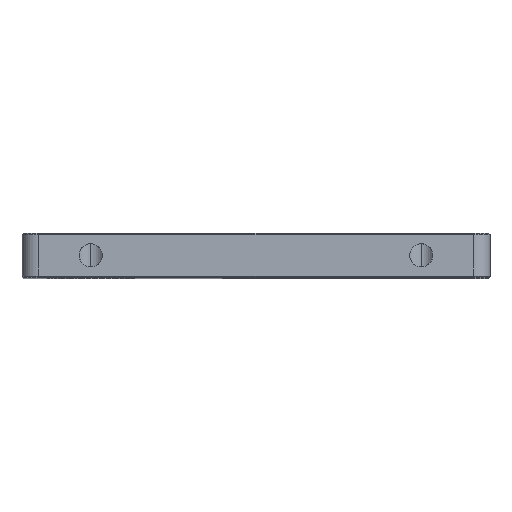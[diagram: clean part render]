
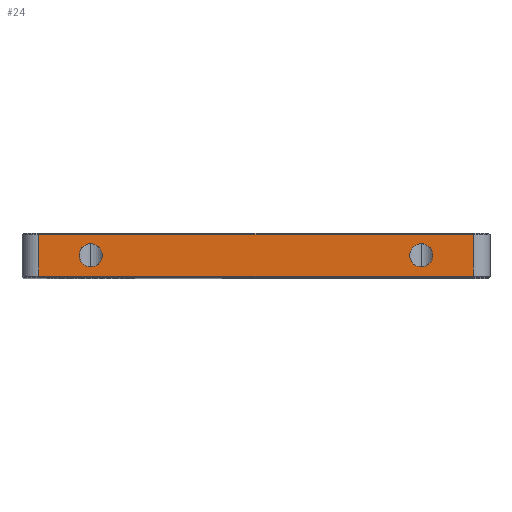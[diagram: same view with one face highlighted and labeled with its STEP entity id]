
A CAD part, top view. The second image highlights one B-rep face of the part: STEP entity #24.
In plain terms, the highlighted planar face has unit normal (0, 0, 1).
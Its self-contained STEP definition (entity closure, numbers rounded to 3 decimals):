
#24 = ADVANCED_FACE ( 'NONE', ( #3090, #727, #3048 ), #1458, .F. ) ;
#75 = LINE ( 'NONE', #483, #1211 ) ;
#145 = AXIS2_PLACEMENT_3D ( 'NONE', #1333, #1071, #335 ) ;
#171 = CARTESIAN_POINT ( 'NONE',  ( 144.566, 0.2, 97.404 ) ) ;
#210 = VERTEX_POINT ( 'NONE', #1785 ) ;
#223 = CARTESIAN_POINT ( 'NONE',  ( 147.566, 8., 97.404 ) ) ;
#245 = CARTESIAN_POINT ( 'NONE',  ( 77.166, 4., 97.404 ) ) ;
#335 = DIRECTION ( 'NONE',  ( 1., 0., 0. ) ) ;
#368 = EDGE_CURVE ( 'NONE', #1015, #210, #2267, .T. ) ;
#432 = EDGE_CURVE ( 'NONE', #210, #710, #2413, .T. ) ;
#461 = VECTOR ( 'NONE', #2576, 1000. ) ;
#477 = AXIS2_PLACEMENT_3D ( 'NONE', #2443, #3189, #1255 ) ;
#483 = CARTESIAN_POINT ( 'NONE',  ( 147.566, 7.8, 97.404 ) ) ;
#493 = DIRECTION ( 'NONE',  ( -1., 0., 0. ) ) ;
#573 = VERTEX_POINT ( 'NONE', #648 ) ;
#598 = DIRECTION ( 'NONE',  ( 0., 0., 1. ) ) ;
#632 = CARTESIAN_POINT ( 'NONE',  ( 65.566, 8., 97.404 ) ) ;
#648 = CARTESIAN_POINT ( 'NONE',  ( 72.966, 4., 97.404 ) ) ;
#649 = CARTESIAN_POINT ( 'NONE',  ( 132.966, 4., 97.404 ) ) ;
#710 = VERTEX_POINT ( 'NONE', #171 ) ;
#727 = FACE_BOUND ( 'NONE', #2397, .T. ) ;
#821 = CIRCLE ( 'NONE', #2876, 2.1 ) ;
#850 = CARTESIAN_POINT ( 'NONE',  ( 144.566, 7.8, 97.404 ) ) ;
#867 = AXIS2_PLACEMENT_3D ( 'NONE', #223, #3177, #1434 ) ;
#1015 = VERTEX_POINT ( 'NONE', #1309 ) ;
#1069 = VERTEX_POINT ( 'NONE', #649 ) ;
#1071 = DIRECTION ( 'NONE',  ( 0., 0., 1. ) ) ;
#1089 = CARTESIAN_POINT ( 'NONE',  ( 144.566, 8., 97.404 ) ) ;
#1172 = CIRCLE ( 'NONE', #1759, 2.1 ) ;
#1192 = ORIENTED_EDGE ( 'NONE', *, *, #1801, .T. ) ;
#1209 = CARTESIAN_POINT ( 'NONE',  ( 135.066, 4., 97.404 ) ) ;
#1211 = VECTOR ( 'NONE', #493, 1000. ) ;
#1255 = DIRECTION ( 'NONE',  ( 1., 0., 0. ) ) ;
#1309 = CARTESIAN_POINT ( 'NONE',  ( 65.566, 7.8, 97.404 ) ) ;
#1322 = VECTOR ( 'NONE', #3070, 1000. ) ;
#1333 = CARTESIAN_POINT ( 'NONE',  ( 75.066, 4., 97.404 ) ) ;
#1434 = DIRECTION ( 'NONE',  ( -1., 0., 0. ) ) ;
#1450 = ORIENTED_EDGE ( 'NONE', *, *, #2262, .F. ) ;
#1458 = PLANE ( 'NONE',  #867 ) ;
#1483 = ORIENTED_EDGE ( 'NONE', *, *, #2645, .F. ) ;
#1595 = CARTESIAN_POINT ( 'NONE',  ( 135.066, 4., 97.404 ) ) ;
#1638 = ORIENTED_EDGE ( 'NONE', *, *, #368, .T. ) ;
#1759 = AXIS2_PLACEMENT_3D ( 'NONE', #1595, #598, #2820 ) ;
#1785 = CARTESIAN_POINT ( 'NONE',  ( 65.566, 0.2, 97.404 ) ) ;
#1801 = EDGE_CURVE ( 'NONE', #2676, #1015, #75, .T. ) ;
#1857 = ORIENTED_EDGE ( 'NONE', *, *, #2602, .T. ) ;
#1864 = EDGE_CURVE ( 'NONE', #573, #1920, #2900, .T. ) ;
#1918 = LINE ( 'NONE', #1089, #2356 ) ;
#1920 = VERTEX_POINT ( 'NONE', #245 ) ;
#1976 = ORIENTED_EDGE ( 'NONE', *, *, #432, .T. ) ;
#2035 = EDGE_LOOP ( 'NONE', ( #2113, #2683 ) ) ;
#2113 = ORIENTED_EDGE ( 'NONE', *, *, #2991, .F. ) ;
#2191 = DIRECTION ( 'NONE',  ( 0., 0., 1. ) ) ;
#2204 = CIRCLE ( 'NONE', #145, 2.1 ) ;
#2253 = CARTESIAN_POINT ( 'NONE',  ( 137.166, 4., 97.404 ) ) ;
#2262 = EDGE_CURVE ( 'NONE', #1069, #2909, #821, .T. ) ;
#2267 = LINE ( 'NONE', #632, #461 ) ;
#2332 = EDGE_LOOP ( 'NONE', ( #1638, #1976, #1857, #1192 ) ) ;
#2338 = CARTESIAN_POINT ( 'NONE',  ( 144.566, 0.2, 97.404 ) ) ;
#2356 = VECTOR ( 'NONE', #2806, 1000. ) ;
#2397 = EDGE_LOOP ( 'NONE', ( #1483, #1450 ) ) ;
#2413 = LINE ( 'NONE', #2338, #1322 ) ;
#2443 = CARTESIAN_POINT ( 'NONE',  ( 75.066, 4., 97.404 ) ) ;
#2576 = DIRECTION ( 'NONE',  ( 0., -1., 0. ) ) ;
#2602 = EDGE_CURVE ( 'NONE', #710, #2676, #1918, .T. ) ;
#2645 = EDGE_CURVE ( 'NONE', #2909, #1069, #1172, .T. ) ;
#2676 = VERTEX_POINT ( 'NONE', #850 ) ;
#2683 = ORIENTED_EDGE ( 'NONE', *, *, #1864, .F. ) ;
#2806 = DIRECTION ( 'NONE',  ( 0., 1., 0. ) ) ;
#2820 = DIRECTION ( 'NONE',  ( 1., 0., 0. ) ) ;
#2876 = AXIS2_PLACEMENT_3D ( 'NONE', #1209, #2191, #3164 ) ;
#2900 = CIRCLE ( 'NONE', #477, 2.1 ) ;
#2909 = VERTEX_POINT ( 'NONE', #2253 ) ;
#2991 = EDGE_CURVE ( 'NONE', #1920, #573, #2204, .T. ) ;
#3048 = FACE_OUTER_BOUND ( 'NONE', #2332, .T. ) ;
#3070 = DIRECTION ( 'NONE',  ( 1., 0., 0. ) ) ;
#3090 = FACE_BOUND ( 'NONE', #2035, .T. ) ;
#3164 = DIRECTION ( 'NONE',  ( 1., 0., 0. ) ) ;
#3177 = DIRECTION ( 'NONE',  ( 0., 0., -1. ) ) ;
#3189 = DIRECTION ( 'NONE',  ( 0., 0., 1. ) ) ;
